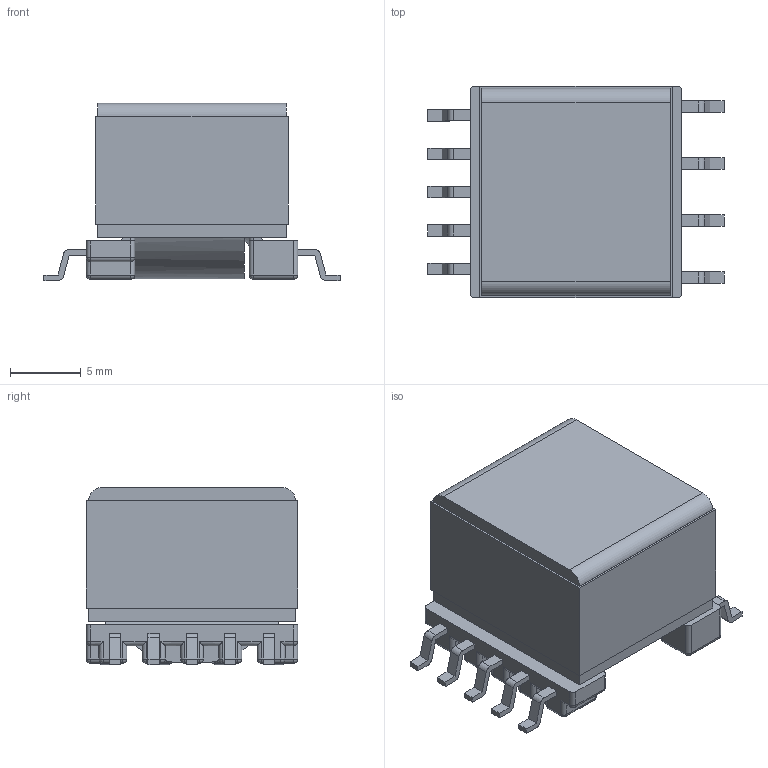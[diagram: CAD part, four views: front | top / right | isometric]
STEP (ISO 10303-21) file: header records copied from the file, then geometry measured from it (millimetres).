
FILE_DESCRIPTION(/* description */ ('Unknown'),/* implementation_level */ '2;1');
FILE_NAME(/* name */ 'T_Wurth_WE-PoE++-EPW15',/* time_stamp */ '2025-10-22T14:47:54+08:00',/* author */ ('Unknown'),/* organization */ ('Unknown'),/* preprocessor_version */ 'ST-DEVELOPER v19.4',/* originating_system */ 'Solid Edge',/* authorisation */ 'Unknown');
FILE_SCHEMA (('AUTOMOTIVE_DESIGN {1 0 10303 214 3 1 1}'));
Length unit declared in the file: millimetre
Products named in the file (2): T_Wurth_WE-PoE++-EPW15
Assembly tree (1 placements, depth 2):
  T_Wurth_WE-PoE++-EPW15
    T_Wurth_WE-PoE++-EPW15
Bounding box: 20.99 x 15.01 x 12.57 mm (x, y, z)
Volume: 2222.1 mm3; surface area: 2598.6 mm2
Topology: 2 solids, 2 shells, 419 faces, 1059 edges, 618 vertices
Faces by surface type: plane 217, cylinder 148, sphere 40, torus 10, bspline 4
Entity records: 15060 total; most frequent: CARTESIAN_POINT 2359, ORIENTED_EDGE 2038, DIRECTION 2014, EDGE_CURVE 1019, LINE 708, VECTOR 708, AXIS2_PLACEMENT_3D 653, VERTEX_POINT 618
